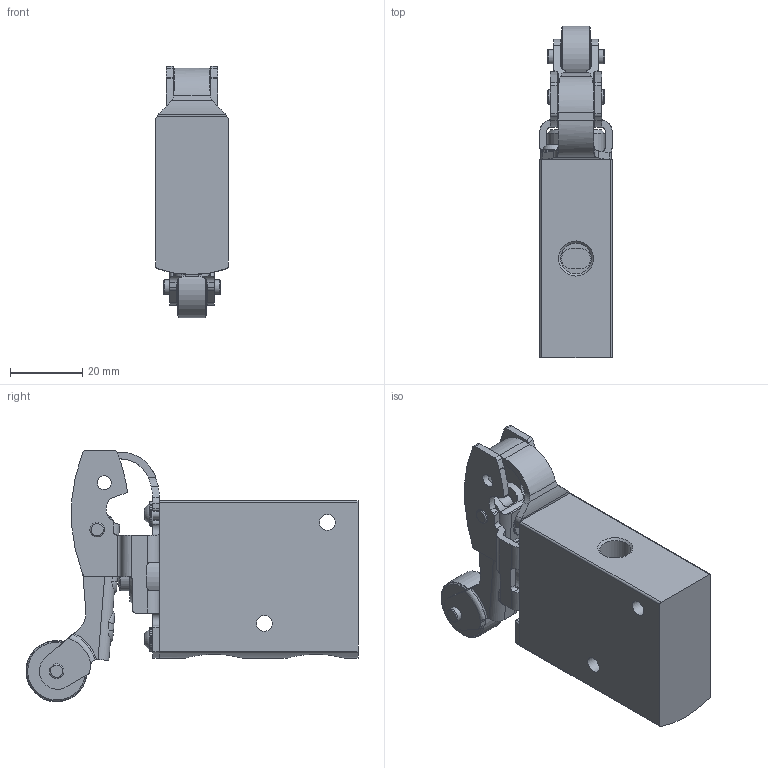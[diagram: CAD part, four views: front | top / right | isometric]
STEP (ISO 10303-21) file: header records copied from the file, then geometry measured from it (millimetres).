
FILE_DESCRIPTION(/* description */ ('STEP AP214'),/* implementation_level */ '2;1');
FILE_NAME(/* name */ '8049239_VMEF-RT-M32-M-G18',/* time_stamp */ '2024-09-10T11:45:12+02:00',/* author */ ('License CC BY-ND 4.0'),/* organization */ ('CADENAS'),/* preprocessor_version */ 'ST-DEVELOPER v19.3',/* originating_system */ 'PARTsolutions',/* authorisation */ ' ');
FILE_SCHEMA (('AUTOMOTIVE_DESIGN {1 0 10303 214 3 1 1}'));
Length unit declared in the file: millimetre
Products named in the file (5): 8049239 VMEF-RT-M32-M-G18---(1); 2924766 VXEF-XT-M32-M-G18_valve---(11.514); 2908499 VAOM-R4-20-D1-32_ls---(1); 3394269 VAOM-R4---(schrauben); 8049235 VAOM-R4-20-D1-32---(p1)
Assembly tree (5 placements, depth 2):
  8049239 VMEF-RT-M32-M-G18---(1)
    2924766 VXEF-XT-M32-M-G18_valve---(11.514)
    2908499 VAOM-R4-20-D1-32_ls---(1)
    3394269 VAOM-R4---(schrauben)  x2
    8049235 VAOM-R4-20-D1-32---(p1)
Bounding box: 20 x 92.02 x 69.7 mm (x, y, z)
Volume: 52948.7 mm3; surface area: 21595 mm2
Topology: 5 solids, 5 shells, 365 faces, 965 edges, 634 vertices
Faces by surface type: cylinder 183, plane 132, torus 27, cone 22, sphere 1
Full cylindrical faces by diameter (mm): 2.1 x1, 2.459 x4, 3 x2, 3.1 x2, 3.9 x2, 4 x5, 4.05 x4, 4.15 x2, 4.4 x2, 6.8 x2, 7.98 x1, 8 x1, 8.5 x2, 8.566 x3, 15.95 x1, 16.5 x2, 17 x1
Entity records: 10627 total; most frequent: CARTESIAN_POINT 2065, DIRECTION 1838, ORIENTED_EDGE 1658, EDGE_CURVE 829, AXIS2_PLACEMENT_3D 741, VERTEX_POINT 586, FACE_BOUND 455, EDGE_LOOP 450
